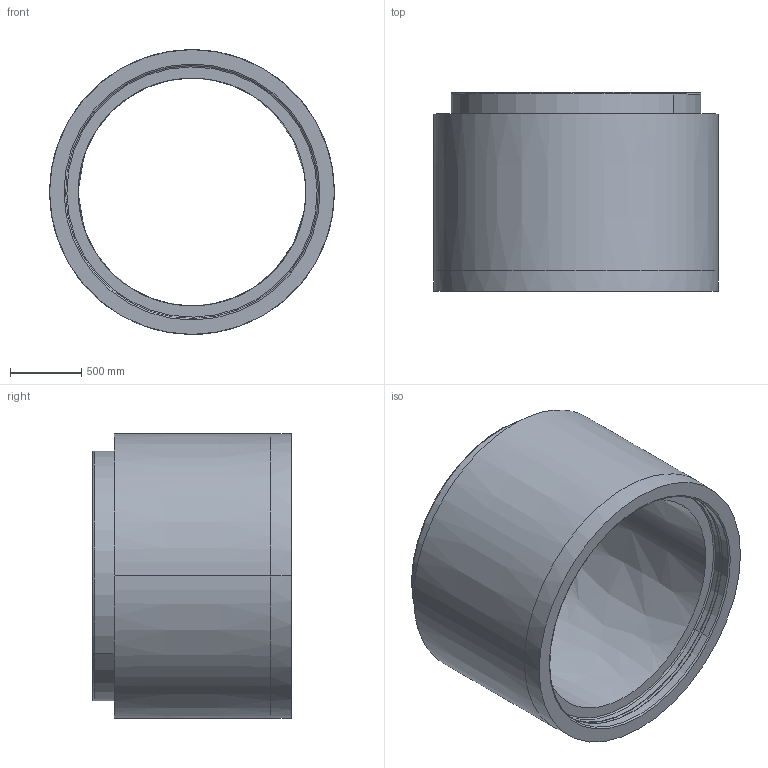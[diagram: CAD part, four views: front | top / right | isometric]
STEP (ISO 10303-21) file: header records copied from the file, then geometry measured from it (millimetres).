
FILE_DESCRIPTION (( 'STEP AP203' ), '1' );
FILE_NAME ('Rudus 1216124 EK-soviteputki 1600x1250.step', '2020-02-28T08:14:10', ( '' ), ( '' ), 'SwSTEP 2.0', 'SolidWorks 2019', '' );
FILE_SCHEMA (( 'CONFIG_CONTROL_DESIGN' ));
Length unit declared in the file: millimetre
Products named in the file (2): EK-osa-putkirunko; Rudus 1216124 EK-soviteputki 1600x1250
Assembly tree (1 placements, depth 2):
  Rudus 1216124 EK-soviteputki 1600x1250
    EK-osa-putkirunko
Bounding box: 2000 x 1395 x 2000 mm (x, y, z)
Volume: 1400664310.8 mm3; surface area: 17954562.5 mm2
Topology: 1 solids, 1 shells, 107 faces, 358 edges, 264 vertices
Faces by surface type: bspline 78, cylinder 12, plane 9, torus 6, cone 2
Entity records: 22885 total; most frequent: CARTESIAN_POINT 20070, ORIENTED_EDGE 716, EDGE_CURVE 358, DIRECTION 312, VERTEX_POINT 264, B_SPLINE_CURVE_WITH_KNOTS 226, AXIS2_PLACEMENT_3D 147, EDGE_LOOP 120
